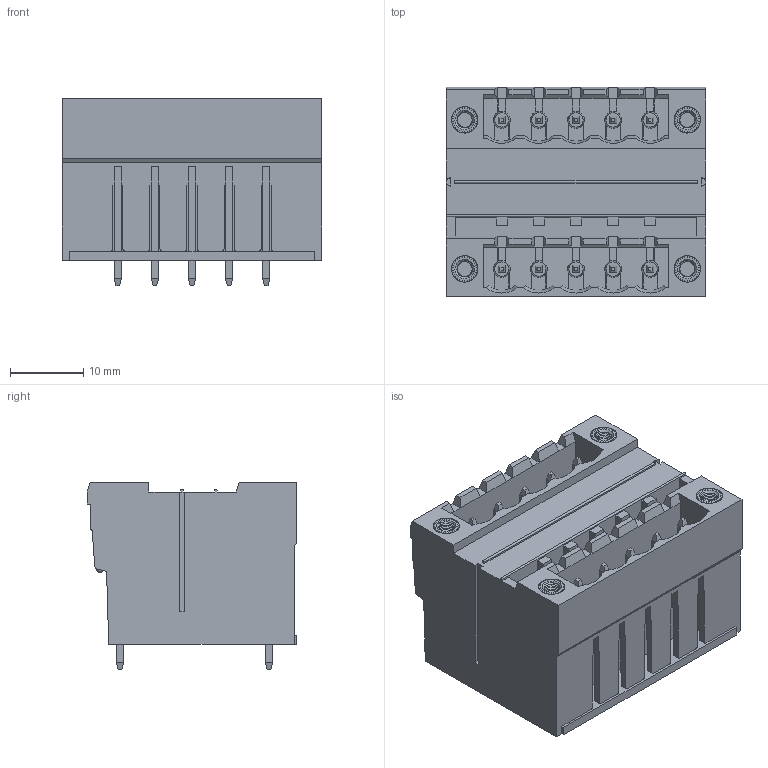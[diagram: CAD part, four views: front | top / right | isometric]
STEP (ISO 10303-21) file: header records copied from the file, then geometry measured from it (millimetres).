
FILE_DESCRIPTION((''),'2;1');
FILE_NAME('WJ2EDGVHM-508-2X5P','2017-03-16T',('QZY'),(''),'CREO PARAMETRIC BY PTC INC, 2014440','CREO PARAMETRIC BY PTC INC, 2014440','');
FILE_SCHEMA(('CONFIG_CONTROL_DESIGN'));
Products named in the file (1): WJ2EDGVHM-508-2X5P
Bounding box: 35.56 x 28.7 x 25.7 mm (x, y, z)
Volume: 16126 mm3; surface area: 9066.6 mm2
Topology: 1 solids, 1 shells, 1101 faces, 3469 edges, 2276 vertices
Faces by surface type: plane 828, cone 166, cylinder 56, bspline 40, sphere 11
Entity records: 48571 total; most frequent: CARTESIAN_POINT 18751, ORIENTED_EDGE 6930, DIRECTION 5265, EDGE_CURVE 3465, VERTEX_POINT 2276, VECTOR 1971, LINE 1971, AXIS2_PLACEMENT_3D 1647
